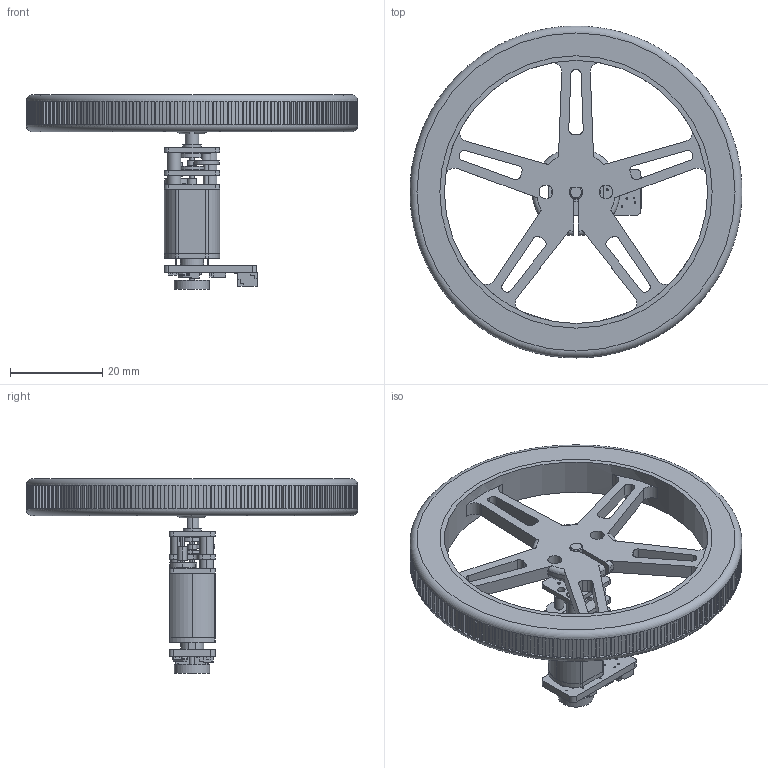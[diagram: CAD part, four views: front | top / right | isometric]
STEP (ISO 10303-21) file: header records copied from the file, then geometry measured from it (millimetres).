
FILE_DESCRIPTION(/* description */ (''),/* implementation_level */ '2;1');
FILE_NAME(/* name */ '2fa95958-4a93-44c1-aa16-dd69bcba9ff6.stp',/* time_stamp */ '2018-08-10T20:14:34+00:00',/* author */ (''),/* organization */ (''),/* preprocessor_version */ 'ST-DEVELOPER v17',/* originating_system */ 'Autodesk Translation Framework v7.1.0.215',/* authorisation */ '');
FILE_SCHEMA (('AUTOMOTIVE_DESIGN { 1 0 10303 214 3 1 1 }'));
Length unit declared in the file: millimetre
Products named in the file (8): smart driver; micromotor_pololu; micromotor_pololu_1; brd; motor_pivot; encoder_disk; rueda_pololu_70x8mm; rueda_pololu_70x8mm_1
Assembly tree (7 placements, depth 3):
  smart driver
    micromotor_pololu
      micromotor_pololu_1
    brd
    motor_pivot
    encoder_disk
    rueda_pololu_70x8mm
      rueda_pololu_70x8mm_1
Bounding box: 71.91 x 71.92 x 42.13 mm (x, y, z)
Volume: 13715.6 mm3; surface area: 18670.5 mm2
Topology: 13 solids, 273 shells, 1490 faces, 4213 edges, 3021 vertices
Faces by surface type: plane 1049, cylinder 372, sphere 41, torus 17, cone 11
Full cylindrical faces by diameter (mm): 0.2 x2, 0.3 x1, 0.35 x24, 1 x2, 1.8 x1, 2.1 x2, 3 x2, 7.65 x1, 57 x1, 59 x4, 65 x1, 65.5 x1
Entity records: 49558 total; most frequent: CARTESIAN_POINT 8939, DIRECTION 8582, ORIENTED_EDGE 7263, EDGE_CURVE 4172, VERTEX_POINT 3021, AXIS2_PLACEMENT_3D 2932, LINE 2718, VECTOR 2718
